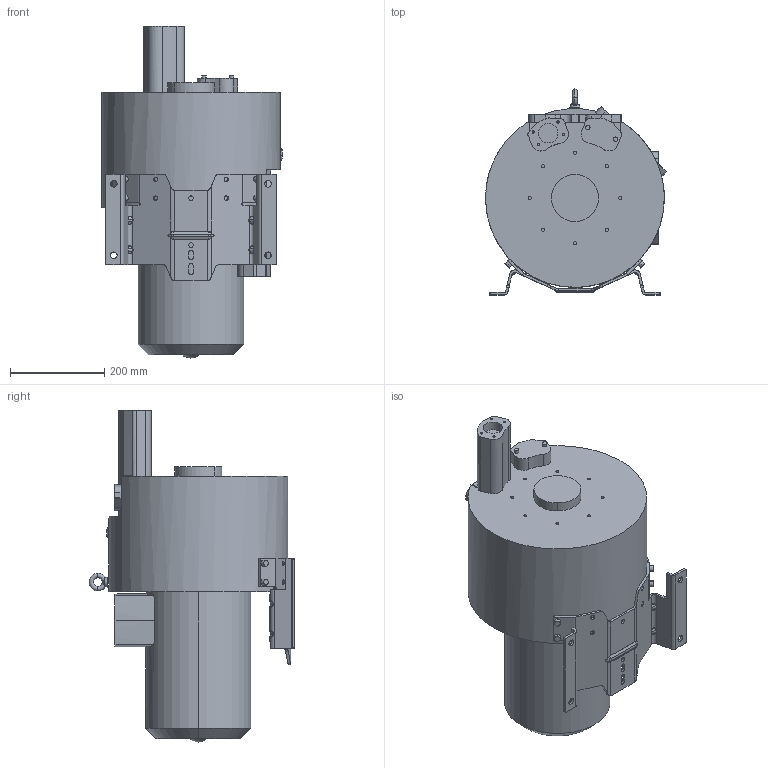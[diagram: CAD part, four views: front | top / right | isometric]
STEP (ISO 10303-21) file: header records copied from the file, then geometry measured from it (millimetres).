
FILE_DESCRIPTION(/* description */ (''),/* implementation_level */ '2;1');
FILE_NAME(/* name */ '4RB530-0AQ76-1_step.stp',/* time_stamp */ '2025-11-04T08:29:47+08:00',/* author */ (''),/* organization */ (''),/* preprocessor_version */ 'ST-DEVELOPER v16.7',/* originating_system */ 'SIEMENS PLM Software NX 12.0',/* authorisation */ '');
FILE_SCHEMA (('AP203_CONFIGURATION_CONTROLLED_3D_DESIGN_OF_MECHANICAL_PARTS_AND_ASSEMBLIES_MIM_LF { 1 0 10303 403 2 1 2}'));
Length unit declared in the file: millimetre
Products named in the file (1): Admi2DE4213E6coa
Bounding box: 384.84 x 437.84 x 706.03 mm (x, y, z)
Volume: 42569276.5 mm3; surface area: 1079941.9 mm2
Topology: 1 solids, 1 shells, 670 faces, 1778 edges, 1145 vertices
Faces by surface type: cylinder 315, plane 231, bspline 94, torus 18, cone 7, sphere 5
Entity records: 26407 total; most frequent: CARTESIAN_POINT 10373, ORIENTED_EDGE 3552, DIRECTION 3058, EDGE_CURVE 1776, VERTEX_POINT 1148, AXIS2_PLACEMENT_3D 1148, LINE 762, VECTOR 762
